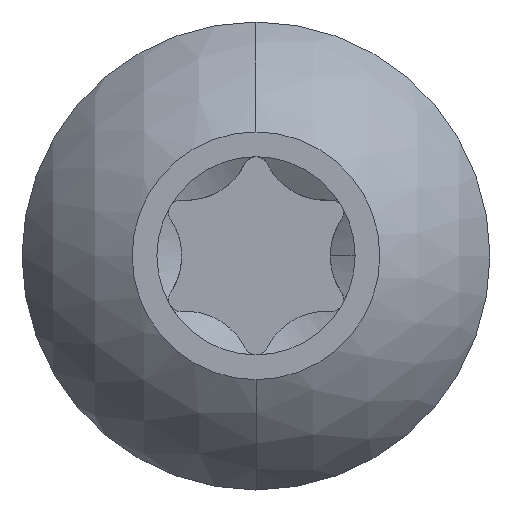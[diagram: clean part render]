
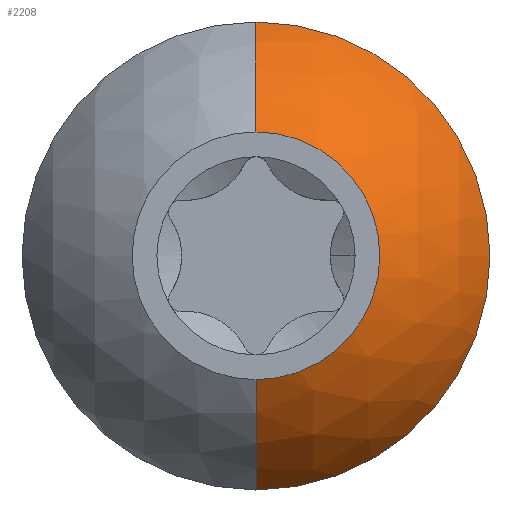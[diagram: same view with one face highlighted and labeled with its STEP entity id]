
A CAD part, top view. The second image highlights one B-rep face of the part: STEP entity #2208.
In plain terms, the highlighted spherical face has radius 1.9 mm.
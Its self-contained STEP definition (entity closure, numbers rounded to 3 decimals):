
#38 = AXIS2_PLACEMENT_3D ( 'NONE', #44, #1679, #277 ) ;
#44 = CARTESIAN_POINT ( 'NONE',  ( 0., 0., -1.674 ) ) ;
#75 = CARTESIAN_POINT ( 'NONE',  ( 0., 0., 0. ) ) ;
#277 = DIRECTION ( 'NONE',  ( 0., -1., 0. ) ) ;
#383 = ORIENTED_EDGE ( 'NONE', *, *, #454, .T. ) ;
#454 = EDGE_CURVE ( 'NONE', #2460, #780, #1635, .T. ) ;
#522 = AXIS2_PLACEMENT_3D ( 'NONE', #1280, #2918, #803 ) ;
#525 = EDGE_CURVE ( 'NONE', #2575, #2460, #2105, .T. ) ;
#626 = SPHERICAL_SURFACE ( 'NONE', #875, 1.9 ) ;
#744 = AXIS2_PLACEMENT_3D ( 'NONE', #2619, #2388, #1003 ) ;
#780 = VERTEX_POINT ( 'NONE', #2538 ) ;
#786 = CARTESIAN_POINT ( 'NONE',  ( 0., 0., -1.674 ) ) ;
#803 = DIRECTION ( 'NONE',  ( 1., 0., 0. ) ) ;
#841 = ORIENTED_EDGE ( 'NONE', *, *, #2652, .T. ) ;
#875 = AXIS2_PLACEMENT_3D ( 'NONE', #786, #2407, #1014 ) ;
#889 = CIRCLE ( 'NONE', #38, 1.9 ) ;
#1003 = DIRECTION ( 'NONE',  ( 0., 1., 0. ) ) ;
#1014 = DIRECTION ( 'NONE',  ( 0., -1., 0. ) ) ;
#1280 = CARTESIAN_POINT ( 'NONE',  ( 0., 0., -0.825 ) ) ;
#1438 = DIRECTION ( 'NONE',  ( 0., 0., 1. ) ) ;
#1617 = CIRCLE ( 'NONE', #1662, 0.9 ) ;
#1635 = CIRCLE ( 'NONE', #744, 1.9 ) ;
#1662 = AXIS2_PLACEMENT_3D ( 'NONE', #75, #1710, #2133 ) ;
#1673 = ORIENTED_EDGE ( 'NONE', *, *, #2092, .F. ) ;
#1679 = DIRECTION ( 'NONE',  ( -1., 0., 0. ) ) ;
#1710 = DIRECTION ( 'NONE',  ( 0., 0., 1. ) ) ;
#1724 = FACE_OUTER_BOUND ( 'NONE', #2722, .T. ) ;
#1883 = AXIS2_PLACEMENT_3D ( 'NONE', #2618, #1438, #2167 ) ;
#1943 = ORIENTED_EDGE ( 'NONE', *, *, #525, .T. ) ;
#2077 = EDGE_CURVE ( 'NONE', #2159, #780, #1617, .T. ) ;
#2092 = EDGE_CURVE ( 'NONE', #2369, #2159, #889, .T. ) ;
#2105 = CIRCLE ( 'NONE', #522, 1.7 ) ;
#2133 = DIRECTION ( 'NONE',  ( 1., 0., 0. ) ) ;
#2159 = VERTEX_POINT ( 'NONE', #2186 ) ;
#2167 = DIRECTION ( 'NONE',  ( 1., 0., 0. ) ) ;
#2186 = CARTESIAN_POINT ( 'NONE',  ( 0., -0.9, 0. ) ) ;
#2208 = ADVANCED_FACE ( 'NONE', ( #1724 ), #626, .T. ) ;
#2313 = CARTESIAN_POINT ( 'NONE',  ( 1.7, 0., -0.825 ) ) ;
#2369 = VERTEX_POINT ( 'NONE', #2720 ) ;
#2388 = DIRECTION ( 'NONE',  ( 1., 0., 0. ) ) ;
#2407 = DIRECTION ( 'NONE',  ( 1., 0., 0. ) ) ;
#2460 = VERTEX_POINT ( 'NONE', #2936 ) ;
#2538 = CARTESIAN_POINT ( 'NONE',  ( 0., 0.9, 0. ) ) ;
#2575 = VERTEX_POINT ( 'NONE', #2313 ) ;
#2618 = CARTESIAN_POINT ( 'NONE',  ( 0., 0., -0.825 ) ) ;
#2619 = CARTESIAN_POINT ( 'NONE',  ( 0., 0., -1.674 ) ) ;
#2652 = EDGE_CURVE ( 'NONE', #2369, #2575, #2831, .T. ) ;
#2720 = CARTESIAN_POINT ( 'NONE',  ( 0., -1.7, -0.825 ) ) ;
#2722 = EDGE_LOOP ( 'NONE', ( #841, #1943, #383, #2749, #1673 ) ) ;
#2749 = ORIENTED_EDGE ( 'NONE', *, *, #2077, .F. ) ;
#2831 = CIRCLE ( 'NONE', #1883, 1.7 ) ;
#2918 = DIRECTION ( 'NONE',  ( 0., 0., 1. ) ) ;
#2936 = CARTESIAN_POINT ( 'NONE',  ( 0., 1.7, -0.825 ) ) ;
